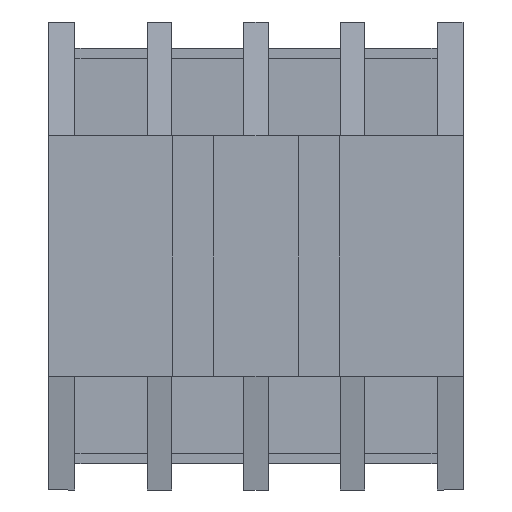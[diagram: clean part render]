
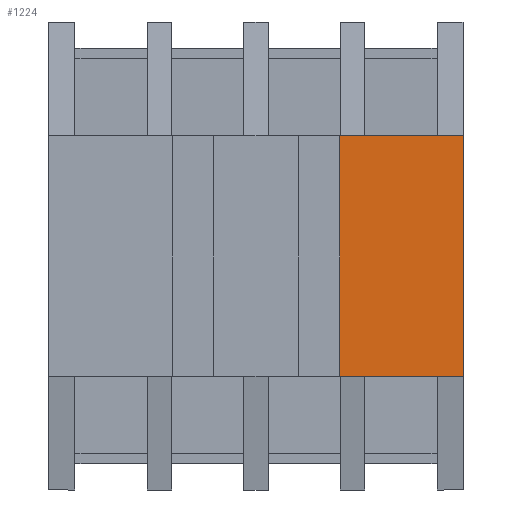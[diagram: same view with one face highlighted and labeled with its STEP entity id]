
A CAD part, front view. The second image highlights one B-rep face of the part: STEP entity #1224.
In plain terms, the highlighted planar face has unit normal (0, -1, 0).
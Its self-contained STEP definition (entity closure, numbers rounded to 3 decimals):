
#1023 = DIRECTION ( 'NONE',  ( -1., 0., 0. ) ) ;
#1082 = VECTOR ( 'NONE', #46903, 1000. ) ;
#1224 = ADVANCED_FACE ( 'NONE', ( #1346 ), #16284, .F. ) ;
#1346 = FACE_OUTER_BOUND ( 'NONE', #43285, .T. ) ;
#2625 = CARTESIAN_POINT ( 'NONE',  ( 21.5, -17., 12.5 ) ) ;
#3223 = ORIENTED_EDGE ( 'NONE', *, *, #14740, .F. ) ;
#6571 = ORIENTED_EDGE ( 'NONE', *, *, #37460, .T. ) ;
#11242 = VECTOR ( 'NONE', #41109, 1000. ) ;
#13403 = LINE ( 'NONE', #39752, #37787 ) ;
#14740 = EDGE_CURVE ( 'NONE', #35453, #33653, #25835, .T. ) ;
#16284 = PLANE ( 'NONE',  #18733 ) ;
#16401 = LINE ( 'NONE', #19867, #1082 ) ;
#18733 = AXIS2_PLACEMENT_3D ( 'NONE', #31311, #38475, #42872 ) ;
#19867 = CARTESIAN_POINT ( 'NONE',  ( 36.649, -17., -12.5 ) ) ;
#23959 = VERTEX_POINT ( 'NONE', #47758 ) ;
#25835 = LINE ( 'NONE', #26999, #11242 ) ;
#26300 = DIRECTION ( 'NONE',  ( 0., 0., -1. ) ) ;
#26999 = CARTESIAN_POINT ( 'NONE',  ( 8.7, -17., 0. ) ) ;
#28699 = CARTESIAN_POINT ( 'NONE',  ( 8.7, -17., -12.5 ) ) ;
#29012 = LINE ( 'NONE', #48403, #34329 ) ;
#30892 = ORIENTED_EDGE ( 'NONE', *, *, #32439, .F. ) ;
#31311 = CARTESIAN_POINT ( 'NONE',  ( 21.5, -17., 24.3 ) ) ;
#32439 = EDGE_CURVE ( 'NONE', #23959, #35453, #16401, .T. ) ;
#33653 = VERTEX_POINT ( 'NONE', #46849 ) ;
#34329 = VECTOR ( 'NONE', #26300, 1000. ) ;
#35453 = VERTEX_POINT ( 'NONE', #28699 ) ;
#36670 = VERTEX_POINT ( 'NONE', #2625 ) ;
#37460 = EDGE_CURVE ( 'NONE', #36670, #33653, #13403, .T. ) ;
#37787 = VECTOR ( 'NONE', #1023, 1000. ) ;
#38475 = DIRECTION ( 'NONE',  ( 0., 1., 0. ) ) ;
#39752 = CARTESIAN_POINT ( 'NONE',  ( 36.649, -17., 12.5 ) ) ;
#41109 = DIRECTION ( 'NONE',  ( 0., 0., 1. ) ) ;
#42872 = DIRECTION ( 'NONE',  ( 0., 0., 1. ) ) ;
#43187 = ORIENTED_EDGE ( 'NONE', *, *, #47440, .F. ) ;
#43285 = EDGE_LOOP ( 'NONE', ( #3223, #30892, #43187, #6571 ) ) ;
#46849 = CARTESIAN_POINT ( 'NONE',  ( 8.7, -17., 12.5 ) ) ;
#46903 = DIRECTION ( 'NONE',  ( -1., 0., 0. ) ) ;
#47440 = EDGE_CURVE ( 'NONE', #36670, #23959, #29012, .T. ) ;
#47758 = CARTESIAN_POINT ( 'NONE',  ( 21.5, -17., -12.5 ) ) ;
#48403 = CARTESIAN_POINT ( 'NONE',  ( 21.5, -17., 24.3 ) ) ;
